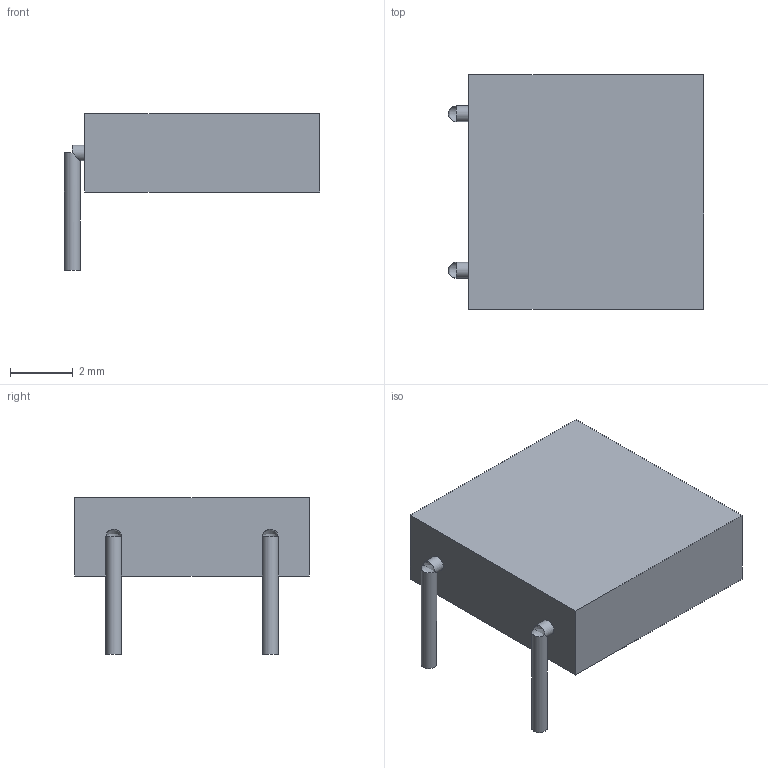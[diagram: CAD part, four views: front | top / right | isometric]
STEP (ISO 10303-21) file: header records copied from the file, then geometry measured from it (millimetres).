
FILE_DESCRIPTION(('FreeCAD Model'),'2;1');
FILE_NAME('C050-075X075.stp','2020-11-14T18:01:34',('Author'),(''), 'Open CASCADE STEP processor 7.3','FreeCAD','Unknown');
FILE_SCHEMA(('CONFIG_CONTROL_DESIGN','SHAPE_APPEARANCE_LAYER_MIM'));
Length unit declared in the file: millimetre
Products named in the file (4): C050_075X075; Body; Array; AdditivePipe
Assembly tree (4 placements, depth 3):
  C050_075X075
    Body
    Array
      AdditivePipe  x2
Bounding box: 8.15 x 7.5 x 5 mm (x, y, z)
Volume: 142.1 mm3; surface area: 202 mm2
Topology: 3 solids, 3 shells, 16 faces, 30 edges, 16 vertices
Faces by surface type: plane 10, cylinder 4, revolution 2
Full cylindrical faces by diameter (mm): 0.5 x4
Entity records: 697 total; most frequent: CARTESIAN_POINT 106, DIRECTION 89, LINE 44, VECTOR 44, ORIENTED_EDGE 38, PCURVE 38, DEFINITIONAL_REPRESENTATION 38, AXIS2_PLACEMENT_3D 21
